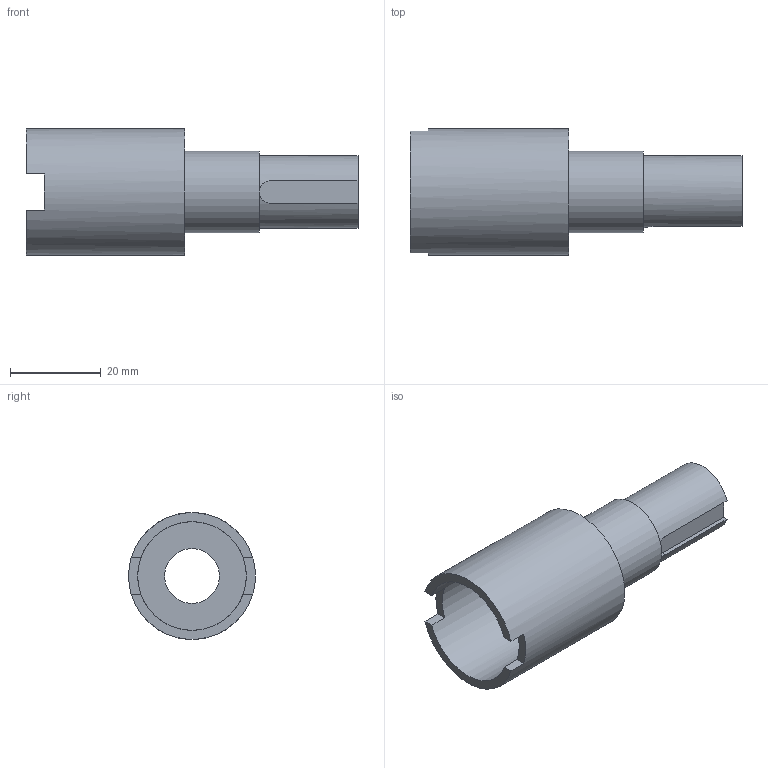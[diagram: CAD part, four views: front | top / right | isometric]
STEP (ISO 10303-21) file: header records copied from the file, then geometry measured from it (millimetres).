
FILE_DESCRIPTION(/* description */ (''),/* implementation_level */ '2;1');
FILE_NAME(/* name */ 'axe_porte_outil_cone F_1.stp',/* time_stamp */ '2021-03-29T18:33:12+02:00',/* author */ ('Utilisateur'),/* organization */ (''),/* preprocessor_version */ 'ST-DEVELOPER v16.5',/* originating_system */ 'Autodesk Inventor 2017',/* authorisation */ '');
FILE_SCHEMA (('AUTOMOTIVE_DESIGN { 1 0 10303 214 3 1 1 }'));
Length unit declared in the file: millimetre
Products named in the file (1): axe_porte_outil_cone F_1
Bounding box: 73.3 x 28 x 28 mm (x, y, z)
Volume: 11317.2 mm3; surface area: 9960.4 mm2
Topology: 1 solids, 1 shells, 21 faces, 51 edges, 34 vertices
Faces by surface type: plane 15, cylinder 6
Full cylindrical faces by diameter (mm): 12.1 x1, 16 x1, 18 x1, 24 x1, 28 x1
Entity records: 623 total; most frequent: CARTESIAN_POINT 115, DIRECTION 103, ORIENTED_EDGE 88, EDGE_CURVE 44, AXIS2_PLACEMENT_3D 39, VERTEX_POINT 31, EDGE_LOOP 29, LINE 25
